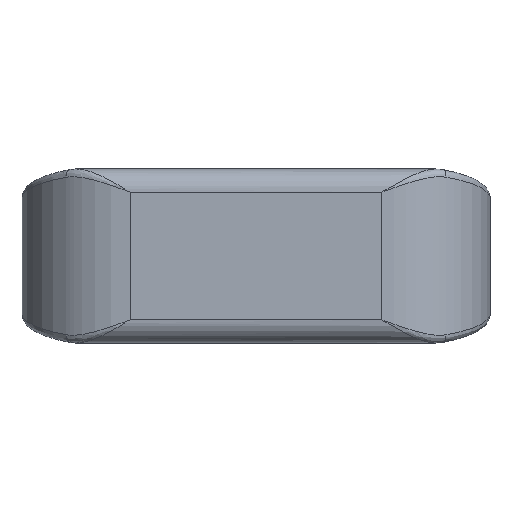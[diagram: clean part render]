
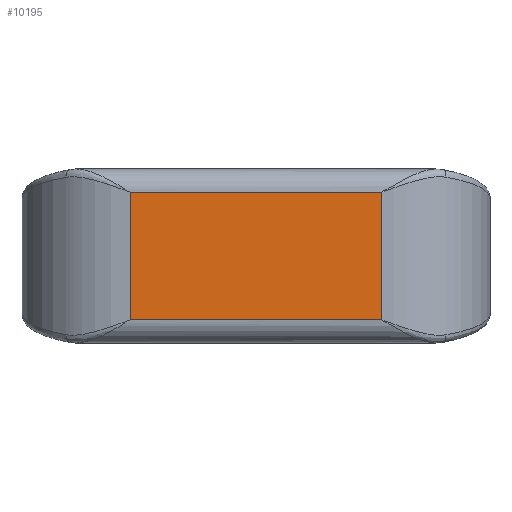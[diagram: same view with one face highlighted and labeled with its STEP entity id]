
A CAD part, front view. The second image highlights one B-rep face of the part: STEP entity #10195.
In plain terms, the highlighted planar face has unit normal (0, -1, 0).
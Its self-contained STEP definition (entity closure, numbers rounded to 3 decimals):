
#1356=LINE('',#16158,#2058);
#1383=LINE('',#17499,#2085);
#1389=LINE('',#17667,#2091);
#1402=LINE('',#18496,#2104);
#2058=VECTOR('',#11880,32.5);
#2085=VECTOR('',#12075,32.5);
#2091=VECTOR('',#12105,16.5);
#2104=VECTOR('',#12150,16.5);
#2523=PLANE('',#10821);
#2974=FACE_OUTER_BOUND('',#3600,.T.);
#3600=EDGE_LOOP('',(#8192,#8193,#8194,#8195));
#4493=VERTEX_POINT('',#16061);
#4500=VERTEX_POINT('',#16157);
#4546=VERTEX_POINT('',#17388);
#4553=VERTEX_POINT('',#17486);
#5688=EDGE_CURVE('',#4493,#4500,#1356,.T.);
#5803=EDGE_CURVE('',#4546,#4553,#1383,.T.);
#5818=EDGE_CURVE('',#4500,#4553,#1389,.T.);
#5862=EDGE_CURVE('',#4546,#4493,#1402,.T.);
#8192=ORIENTED_EDGE('',*,*,#5862,.F.);
#8193=ORIENTED_EDGE('',*,*,#5803,.T.);
#8194=ORIENTED_EDGE('',*,*,#5818,.F.);
#8195=ORIENTED_EDGE('',*,*,#5688,.F.);
#10195=ADVANCED_FACE('',(#2974),#2523,.T.);
#10821=AXIS2_PLACEMENT_3D('',#18495,#12148,#12149);
#11880=DIRECTION('',(1.,0.,0.));
#12075=DIRECTION('',(1.,0.,0.));
#12105=DIRECTION('',(0.,0.,-1.));
#12148=DIRECTION('center_axis',(0.,-1.,0.));
#12149=DIRECTION('ref_axis',(1.,0.,0.));
#12150=DIRECTION('',(0.,0.,1.));
#16061=CARTESIAN_POINT('',(-15.5,-45.,8.25));
#16157=CARTESIAN_POINT('',(17.,-45.,8.25));
#16158=CARTESIAN_POINT('',(37.75,-45.,8.25));
#17388=CARTESIAN_POINT('',(-15.5,-45.,-8.25));
#17486=CARTESIAN_POINT('',(17.,-45.,-8.25));
#17499=CARTESIAN_POINT('',(37.75,-45.,-8.25));
#17667=CARTESIAN_POINT('',(17.,-45.,0.));
#18495=CARTESIAN_POINT('Origin',(-15.5,-45.,0.));
#18496=CARTESIAN_POINT('',(-15.5,-45.,0.));
